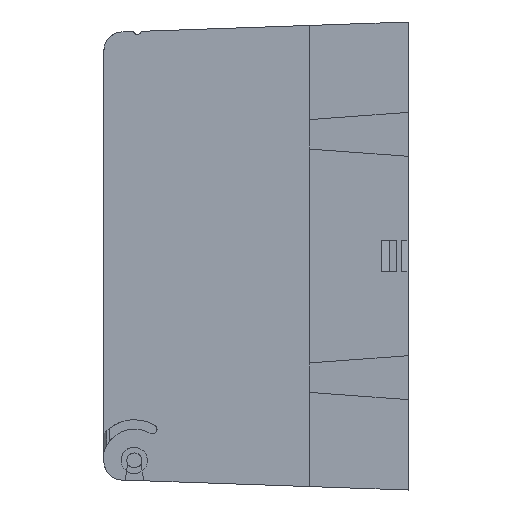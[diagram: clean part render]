
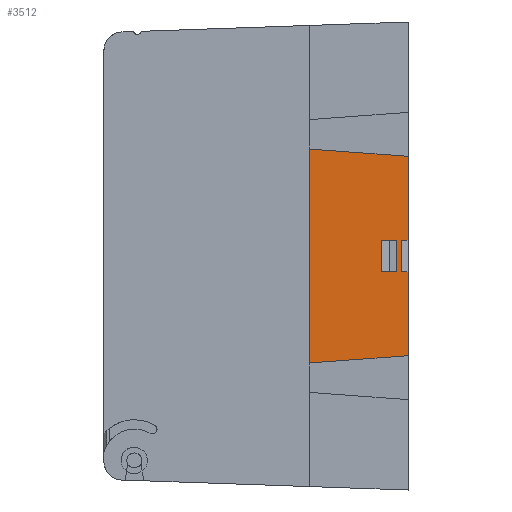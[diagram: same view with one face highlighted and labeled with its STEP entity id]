
A CAD part, left-side view. The second image highlights one B-rep face of the part: STEP entity #3512.
In plain terms, the highlighted planar face has unit normal (1, 0, 0).
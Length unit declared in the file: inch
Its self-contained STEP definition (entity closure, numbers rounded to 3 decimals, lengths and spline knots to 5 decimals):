
#18 = CARTESIAN_POINT ( 'NONE',  ( -2.5725, 0., 1.065 ) ) ;
#113 = DIRECTION ( 'NONE',  ( 0., 0.997, 0.074 ) ) ;
#393 = CARTESIAN_POINT ( 'NONE',  ( -2.5725, 0., -0.17 ) ) ;
#863 = VERTEX_POINT ( 'NONE', #10176 ) ;
#1769 = VECTOR ( 'NONE', #3261, 39.37008 ) ;
#1797 = CARTESIAN_POINT ( 'NONE',  ( -2.5725, 1.05, -0.17 ) ) ;
#1899 = LINE ( 'NONE', #3578, #1769 ) ;
#2064 = VECTOR ( 'NONE', #36085, 39.37008 ) ;
#3261 = DIRECTION ( 'NONE',  ( 0., -0.997, 0.074 ) ) ;
#3512 = ADVANCED_FACE ( 'NONE', ( #31684, #32100 ), #37715, .F. ) ;
#3578 = CARTESIAN_POINT ( 'NONE',  ( -2.5725, 1.05, -1.14282 ) ) ;
#4312 = CARTESIAN_POINT ( 'NONE',  ( -2.5725, 0.12, 0.17 ) ) ;
#5016 = CARTESIAN_POINT ( 'NONE',  ( -2.5725, 0., 1.065 ) ) ;
#5333 = CARTESIAN_POINT ( 'NONE',  ( -2.5725, 0., -2.25 ) ) ;
#6029 = VECTOR ( 'NONE', #39230, 39.37008 ) ;
#7108 = VERTEX_POINT ( 'NONE', #27976 ) ;
#7565 = VERTEX_POINT ( 'NONE', #13961 ) ;
#7752 = LINE ( 'NONE', #18, #17489 ) ;
#7954 = VECTOR ( 'NONE', #23443, 39.37008 ) ;
#8334 = EDGE_CURVE ( 'NONE', #36953, #37165, #12370, .T. ) ;
#8570 = EDGE_CURVE ( 'NONE', #34026, #36953, #30068, .T. ) ;
#8698 = EDGE_CURVE ( 'NONE', #37207, #34026, #24652, .T. ) ;
#8893 = EDGE_CURVE ( 'NONE', #37165, #37207, #35527, .T. ) ;
#9085 = EDGE_CURVE ( 'NONE', #35398, #39853, #24193, .T. ) ;
#9372 = EDGE_CURVE ( 'NONE', #35811, #35398, #9412, .T. ) ;
#9412 = LINE ( 'NONE', #30265, #39993 ) ;
#9553 = EDGE_CURVE ( 'NONE', #7565, #35811, #1899, .T. ) ;
#9630 = EDGE_CURVE ( 'NONE', #41130, #7108, #7752, .T. ) ;
#9983 = EDGE_CURVE ( 'NONE', #863, #41130, #21101, .T. ) ;
#10054 = EDGE_CURVE ( 'NONE', #37730, #863, #19731, .T. ) ;
#10176 = CARTESIAN_POINT ( 'NONE',  ( -2.5725, 0., 0.17 ) ) ;
#10553 = DIRECTION ( 'NONE',  ( 0., 0., 1. ) ) ;
#10572 = EDGE_CURVE ( 'NONE', #39853, #37730, #35859, .T. ) ;
#12370 = LINE ( 'NONE', #1797, #12956 ) ;
#12956 = VECTOR ( 'NONE', #41769, 39.37008 ) ;
#13319 = CARTESIAN_POINT ( 'NONE',  ( -2.5725, 0.2816, -0.17 ) ) ;
#13516 = CARTESIAN_POINT ( 'NONE',  ( -2.5725, 0.07, 0.17 ) ) ;
#13961 = CARTESIAN_POINT ( 'NONE',  ( -2.5725, 1.05, -1.14282 ) ) ;
#15524 = CARTESIAN_POINT ( 'NONE',  ( -2.5725, 0.12, -0.17 ) ) ;
#16729 = DIRECTION ( 'NONE',  ( 0., 0., 1. ) ) ;
#16970 = CARTESIAN_POINT ( 'NONE',  ( -2.5725, 0.07, -2.21333 ) ) ;
#17489 = VECTOR ( 'NONE', #113, 39.37008 ) ;
#18782 = CARTESIAN_POINT ( 'NONE',  ( -2.5725, 1.05, -0.17 ) ) ;
#19720 = VECTOR ( 'NONE', #34859, 39.37008 ) ;
#19731 = LINE ( 'NONE', #33266, #19720 ) ;
#19740 = VECTOR ( 'NONE', #32403, 39.37008 ) ;
#19892 = LINE ( 'NONE', #23635, #35873 ) ;
#20745 = EDGE_LOOP ( 'NONE', ( #26754, #27303, #28361, #29330 ) ) ;
#21047 = VECTOR ( 'NONE', #37535, 39.37008 ) ;
#21101 = LINE ( 'NONE', #5333, #21047 ) ;
#22398 = EDGE_LOOP ( 'NONE', ( #29819, #30877, #31764, #32550, #32992, #33702, #34753, #34908 ) ) ;
#23443 = DIRECTION ( 'NONE',  ( 0., 1., 0. ) ) ;
#23635 = CARTESIAN_POINT ( 'NONE',  ( -2.5725, 1.05, -4.87979 ) ) ;
#24193 = LINE ( 'NONE', #18782, #7954 ) ;
#24322 = CARTESIAN_POINT ( 'NONE',  ( -2.5725, 0.07, -0.17 ) ) ;
#24652 = LINE ( 'NONE', #33219, #19740 ) ;
#26270 = DIRECTION ( 'NONE',  ( 0., 0., 1. ) ) ;
#26754 = ORIENTED_EDGE ( 'NONE', *, *, #8334, .F. ) ;
#27303 = ORIENTED_EDGE ( 'NONE', *, *, #8570, .F. ) ;
#27976 = CARTESIAN_POINT ( 'NONE',  ( -2.5725, 1.05, 1.14282 ) ) ;
#28361 = ORIENTED_EDGE ( 'NONE', *, *, #8698, .F. ) ;
#28753 = CARTESIAN_POINT ( 'NONE',  ( -2.5725, 0.2816, -2.21333 ) ) ;
#29330 = ORIENTED_EDGE ( 'NONE', *, *, #8893, .F. ) ;
#29706 = DIRECTION ( 'NONE',  ( 0., 0., -1. ) ) ;
#29819 = ORIENTED_EDGE ( 'NONE', *, *, #9085, .F. ) ;
#30068 = LINE ( 'NONE', #35989, #2064 ) ;
#30265 = CARTESIAN_POINT ( 'NONE',  ( -2.5725, 0., -2.25 ) ) ;
#30877 = ORIENTED_EDGE ( 'NONE', *, *, #9372, .F. ) ;
#31684 = FACE_BOUND ( 'NONE', #20745, .T. ) ;
#31764 = ORIENTED_EDGE ( 'NONE', *, *, #9553, .F. ) ;
#32100 = FACE_OUTER_BOUND ( 'NONE', #22398, .T. ) ;
#32403 = DIRECTION ( 'NONE',  ( 0., -1., 0. ) ) ;
#32550 = ORIENTED_EDGE ( 'NONE', *, *, #40847, .F. ) ;
#32992 = ORIENTED_EDGE ( 'NONE', *, *, #9630, .F. ) ;
#33219 = CARTESIAN_POINT ( 'NONE',  ( -2.5725, 1.05, 0.17 ) ) ;
#33266 = CARTESIAN_POINT ( 'NONE',  ( -2.5725, 1.05, 0.17 ) ) ;
#33702 = ORIENTED_EDGE ( 'NONE', *, *, #9983, .F. ) ;
#34026 = VERTEX_POINT ( 'NONE', #4312 ) ;
#34753 = ORIENTED_EDGE ( 'NONE', *, *, #10054, .F. ) ;
#34859 = DIRECTION ( 'NONE',  ( 0., -1., 0. ) ) ;
#34908 = ORIENTED_EDGE ( 'NONE', *, *, #10572, .F. ) ;
#34973 = VECTOR ( 'NONE', #16729, 39.37008 ) ;
#35398 = VERTEX_POINT ( 'NONE', #393 ) ;
#35527 = LINE ( 'NONE', #28753, #6029 ) ;
#35811 = VERTEX_POINT ( 'NONE', #37124 ) ;
#35859 = LINE ( 'NONE', #16970, #34973 ) ;
#35873 = VECTOR ( 'NONE', #29706, 39.37008 ) ;
#35989 = CARTESIAN_POINT ( 'NONE',  ( -2.5725, 0.12, -2.21333 ) ) ;
#36085 = DIRECTION ( 'NONE',  ( 0., 0., -1. ) ) ;
#36145 = CARTESIAN_POINT ( 'NONE',  ( -2.5725, 0.2816, 0.17 ) ) ;
#36917 = DIRECTION ( 'NONE',  ( -1., 0., 0. ) ) ;
#36953 = VERTEX_POINT ( 'NONE', #15524 ) ;
#37000 = CARTESIAN_POINT ( 'NONE',  ( -2.5725, 1.05, -2.21333 ) ) ;
#37124 = CARTESIAN_POINT ( 'NONE',  ( -2.5725, 0., -1.065 ) ) ;
#37165 = VERTEX_POINT ( 'NONE', #13319 ) ;
#37207 = VERTEX_POINT ( 'NONE', #36145 ) ;
#37535 = DIRECTION ( 'NONE',  ( 0., 0., 1. ) ) ;
#37715 = PLANE ( 'NONE',  #38246 ) ;
#37730 = VERTEX_POINT ( 'NONE', #13516 ) ;
#38246 = AXIS2_PLACEMENT_3D ( 'NONE', #37000, #36917, #26270 ) ;
#39230 = DIRECTION ( 'NONE',  ( 0., 0., 1. ) ) ;
#39853 = VERTEX_POINT ( 'NONE', #24322 ) ;
#39993 = VECTOR ( 'NONE', #10553, 39.37008 ) ;
#40847 = EDGE_CURVE ( 'NONE', #7108, #7565, #19892, .T. ) ;
#41130 = VERTEX_POINT ( 'NONE', #5016 ) ;
#41769 = DIRECTION ( 'NONE',  ( 0., 1., 0. ) ) ;
